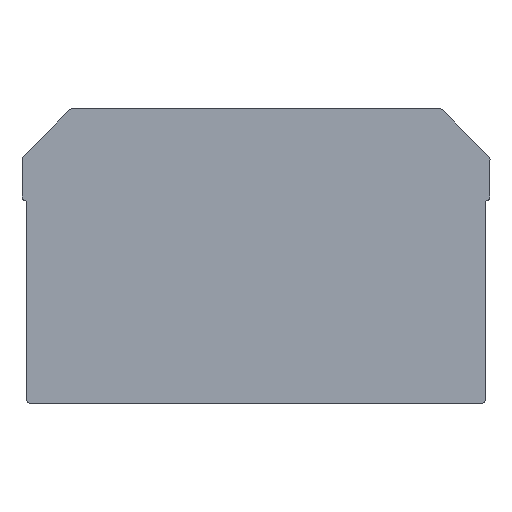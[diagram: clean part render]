
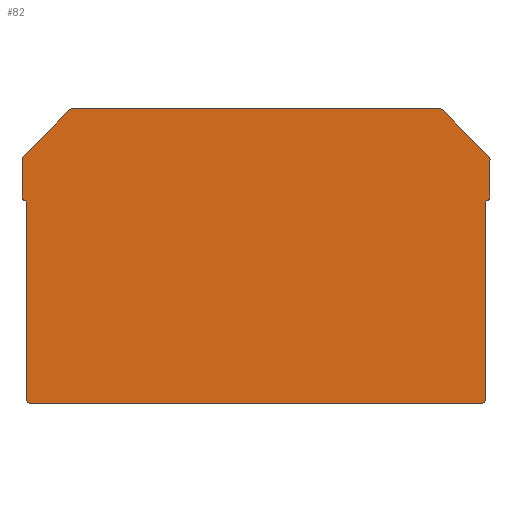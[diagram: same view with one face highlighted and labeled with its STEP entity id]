
A CAD part, front view. The second image highlights one B-rep face of the part: STEP entity #82.
In plain terms, the highlighted face is planar.
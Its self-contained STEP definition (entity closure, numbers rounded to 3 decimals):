
#2 = DIRECTION ( 'NONE',  ( 0., -0.906, 0.423 ) ) ;
#3 = EDGE_CURVE ( 'NONE', #400, #42, #581, .T. ) ;
#6 = CARTESIAN_POINT ( 'NONE',  ( 2.5, 6.998, -7.263 ) ) ;
#12 = DIRECTION ( 'NONE',  ( -1., 0., 0. ) ) ;
#19 = VECTOR ( 'NONE', #444, 1000. ) ;
#29 = ORIENTED_EDGE ( 'NONE', *, *, #211, .F. ) ;
#31 = AXIS2_PLACEMENT_3D ( 'NONE', #122, #295, #576 ) ;
#33 = DIRECTION ( 'NONE',  ( 0., 0., 1. ) ) ;
#35 = DIRECTION ( 'NONE',  ( 0., 0.706, 0.708 ) ) ;
#42 = VERTEX_POINT ( 'NONE', #204 ) ;
#46 = EDGE_CURVE ( 'NONE', #331, #400, #84, .T. ) ;
#56 = ORIENTED_EDGE ( 'NONE', *, *, #46, .F. ) ;
#57 = DIRECTION ( 'NONE',  ( -1., 0., 0. ) ) ;
#60 = DIRECTION ( 'NONE',  ( -1., 0., 0. ) ) ;
#62 = AXIS2_PLACEMENT_3D ( 'NONE', #614, #391, #388 ) ;
#64 = EDGE_CURVE ( 'NONE', #42, #94, #435, .T. ) ;
#65 = DIRECTION ( 'NONE',  ( 0., 0.706, -0.708 ) ) ;
#75 = CIRCLE ( 'NONE', #119, 0.504 ) ;
#82 = ADVANCED_FACE ( 'NONE', ( #270 ), #478, .F. ) ;
#84 = CIRCLE ( 'NONE', #308, 0.504 ) ;
#88 = CARTESIAN_POINT ( 'NONE',  ( 2.5, 6.348, -40.412 ) ) ;
#91 = CARTESIAN_POINT ( 'NONE',  ( 2.5, -58.002, -7.012 ) ) ;
#94 = VERTEX_POINT ( 'NONE', #88 ) ;
#112 = EDGE_CURVE ( 'NONE', #121, #686, #504, .T. ) ;
#114 = DIRECTION ( 'NONE',  ( 0., 1., 0. ) ) ;
#117 = AXIS2_PLACEMENT_3D ( 'NONE', #447, #12, #554 ) ;
#119 = AXIS2_PLACEMENT_3D ( 'NONE', #477, #328, #203 ) ;
#121 = VERTEX_POINT ( 'NONE', #663 ) ;
#122 = CARTESIAN_POINT ( 'NONE',  ( 2.5, -57.498, -12.266 ) ) ;
#128 = CARTESIAN_POINT ( 'NONE',  ( 2.5, 5.844, -40.916 ) ) ;
#132 = CARTESIAN_POINT ( 'NONE',  ( 2.5, -57.855, -6.656 ) ) ;
#133 = ORIENTED_EDGE ( 'NONE', *, *, #560, .F. ) ;
#139 = VECTOR ( 'NONE', #35, 1000. ) ;
#144 = CARTESIAN_POINT ( 'NONE',  ( 2.5, 6.957, -12.606 ) ) ;
#149 = VERTEX_POINT ( 'NONE', #397 ) ;
#152 = ORIENTED_EDGE ( 'NONE', *, *, #675, .F. ) ;
#153 = CARTESIAN_POINT ( 'NONE',  ( 2.5, 6.707, -12.723 ) ) ;
#161 = VECTOR ( 'NONE', #265, 1000. ) ;
#163 = AXIS2_PLACEMENT_3D ( 'NONE', #338, #500, #685 ) ;
#165 = CARTESIAN_POINT ( 'NONE',  ( 2.5, 0., -0.504 ) ) ;
#166 = EDGE_CURVE ( 'NONE', #686, #637, #380, .T. ) ;
#170 = CARTESIAN_POINT ( 'NONE',  ( 2.5, -57.597, -12.776 ) ) ;
#196 = EDGE_LOOP ( 'NONE', ( #29, #409, #574, #56, #516, #547, #436, #709, #133, #530, #633, #152, #687, #263, #473, #466, #600, #364 ) ) ;
#203 = DIRECTION ( 'NONE',  ( 0., -1., 0. ) ) ;
#204 = CARTESIAN_POINT ( 'NONE',  ( 2.5, 6.348, -12.89 ) ) ;
#208 = DIRECTION ( 'NONE',  ( -1., 0., 0. ) ) ;
#211 = EDGE_CURVE ( 'NONE', #94, #313, #448, .T. ) ;
#213 = VERTEX_POINT ( 'NONE', #229 ) ;
#229 = CARTESIAN_POINT ( 'NONE',  ( 2.5, -56.848, -40.916 ) ) ;
#230 = LINE ( 'NONE', #353, #326 ) ;
#232 = EDGE_CURVE ( 'NONE', #241, #300, #551, .T. ) ;
#234 = VERTEX_POINT ( 'NONE', #343 ) ;
#237 = CIRCLE ( 'NONE', #646, 0.504 ) ;
#241 = VERTEX_POINT ( 'NONE', #612 ) ;
#255 = EDGE_CURVE ( 'NONE', #313, #213, #605, .T. ) ;
#259 = DIRECTION ( 'NONE',  ( 0., 0., -1. ) ) ;
#263 = ORIENTED_EDGE ( 'NONE', *, *, #314, .F. ) ;
#265 = DIRECTION ( 'NONE',  ( 0., -0.906, -0.423 ) ) ;
#270 = FACE_OUTER_BOUND ( 'NONE', #196, .T. ) ;
#283 = CIRCLE ( 'NONE', #296, 0.504 ) ;
#290 = VERTEX_POINT ( 'NONE', #407 ) ;
#293 = VECTOR ( 'NONE', #2, 1000. ) ;
#295 = DIRECTION ( 'NONE',  ( -1., 0., 0. ) ) ;
#296 = AXIS2_PLACEMENT_3D ( 'NONE', #165, #57, #665 ) ;
#300 = VERTEX_POINT ( 'NONE', #463 ) ;
#303 = CARTESIAN_POINT ( 'NONE',  ( 2.5, 6.089, -40.916 ) ) ;
#307 = CARTESIAN_POINT ( 'NONE',  ( 2.5, 6.998, -12.266 ) ) ;
#308 = AXIS2_PLACEMENT_3D ( 'NONE', #375, #208, #549 ) ;
#313 = VERTEX_POINT ( 'NONE', #128 ) ;
#314 = EDGE_CURVE ( 'NONE', #300, #149, #669, .T. ) ;
#326 = VECTOR ( 'NONE', #467, 1000. ) ;
#328 = DIRECTION ( 'NONE',  ( -1., 0., 0. ) ) ;
#331 = VERTEX_POINT ( 'NONE', #307 ) ;
#333 = CARTESIAN_POINT ( 'NONE',  ( 2.5, 6.348, -12.776 ) ) ;
#336 = VECTOR ( 'NONE', #65, 1000. ) ;
#338 = CARTESIAN_POINT ( 'NONE',  ( 2.5, -57.498, -7.012 ) ) ;
#343 = CARTESIAN_POINT ( 'NONE',  ( 2.5, -51.361, -0.148 ) ) ;
#348 = CARTESIAN_POINT ( 'NONE',  ( 2.5, 0.357, -0.148 ) ) ;
#349 = VERTEX_POINT ( 'NONE', #361 ) ;
#353 = CARTESIAN_POINT ( 'NONE',  ( 2.5, -58.002, -12.149 ) ) ;
#361 = CARTESIAN_POINT ( 'NONE',  ( 2.5, -57.352, -40.412 ) ) ;
#364 = ORIENTED_EDGE ( 'NONE', *, *, #255, .F. ) ;
#372 = VERTEX_POINT ( 'NONE', #132 ) ;
#374 = CARTESIAN_POINT ( 'NONE',  ( 2.5, -57.352, -40.412 ) ) ;
#375 = CARTESIAN_POINT ( 'NONE',  ( 2.5, 6.494, -12.266 ) ) ;
#380 = CIRCLE ( 'NONE', #62, 0.504 ) ;
#388 = DIRECTION ( 'NONE',  ( 0., -1., 0. ) ) ;
#391 = DIRECTION ( 'NONE',  ( -1., 0., 0. ) ) ;
#393 = CARTESIAN_POINT ( 'NONE',  ( 2.5, 6.998, -7.012 ) ) ;
#396 = EDGE_CURVE ( 'NONE', #234, #532, #75, .T. ) ;
#397 = CARTESIAN_POINT ( 'NONE',  ( 2.5, -58.002, -12.266 ) ) ;
#398 = LINE ( 'NONE', #451, #617 ) ;
#400 = VERTEX_POINT ( 'NONE', #153 ) ;
#407 = CARTESIAN_POINT ( 'NONE',  ( 2.5, 0., 0. ) ) ;
#409 = ORIENTED_EDGE ( 'NONE', *, *, #64, .F. ) ;
#421 = DIRECTION ( 'NONE',  ( 0., 0., -1. ) ) ;
#435 = LINE ( 'NONE', #333, #539 ) ;
#436 = ORIENTED_EDGE ( 'NONE', *, *, #112, .F. ) ;
#441 = CARTESIAN_POINT ( 'NONE',  ( 2.5, -56.848, -40.412 ) ) ;
#444 = DIRECTION ( 'NONE',  ( 0., 0., -1. ) ) ;
#447 = CARTESIAN_POINT ( 'NONE',  ( 2.5, 5.844, -40.412 ) ) ;
#448 = CIRCLE ( 'NONE', #117, 0.504 ) ;
#451 = CARTESIAN_POINT ( 'NONE',  ( 2.5, -51.004, 0. ) ) ;
#461 = CARTESIAN_POINT ( 'NONE',  ( 2.5, 6.851, -6.656 ) ) ;
#463 = CARTESIAN_POINT ( 'NONE',  ( 2.5, -57.711, -12.723 ) ) ;
#466 = ORIENTED_EDGE ( 'NONE', *, *, #521, .F. ) ;
#467 = DIRECTION ( 'NONE',  ( 0., 0., 1. ) ) ;
#473 = ORIENTED_EDGE ( 'NONE', *, *, #232, .F. ) ;
#477 = CARTESIAN_POINT ( 'NONE',  ( 2.5, -51.004, -0.504 ) ) ;
#478 = PLANE ( 'NONE',  #644 ) ;
#482 = CIRCLE ( 'NONE', #163, 0.504 ) ;
#483 = DIRECTION ( 'NONE',  ( -1., 0., 0. ) ) ;
#500 = DIRECTION ( 'NONE',  ( -1., 0., 0. ) ) ;
#504 = LINE ( 'NONE', #348, #336 ) ;
#516 = ORIENTED_EDGE ( 'NONE', *, *, #575, .F. ) ;
#521 = EDGE_CURVE ( 'NONE', #349, #241, #531, .T. ) ;
#530 = ORIENTED_EDGE ( 'NONE', *, *, #396, .F. ) ;
#531 = LINE ( 'NONE', #374, #540 ) ;
#532 = VERTEX_POINT ( 'NONE', #711 ) ;
#535 = EDGE_CURVE ( 'NONE', #372, #234, #707, .T. ) ;
#539 = VECTOR ( 'NONE', #259, 1000. ) ;
#540 = VECTOR ( 'NONE', #33, 1000. ) ;
#543 = VERTEX_POINT ( 'NONE', #91 ) ;
#547 = ORIENTED_EDGE ( 'NONE', *, *, #166, .F. ) ;
#549 = DIRECTION ( 'NONE',  ( 0., -1., 0. ) ) ;
#551 = LINE ( 'NONE', #170, #293 ) ;
#553 = EDGE_CURVE ( 'NONE', #213, #349, #237, .T. ) ;
#554 = DIRECTION ( 'NONE',  ( 0., -1., 0. ) ) ;
#560 = EDGE_CURVE ( 'NONE', #532, #290, #398, .T. ) ;
#563 = DIRECTION ( 'NONE',  ( 0., -1., 0. ) ) ;
#574 = ORIENTED_EDGE ( 'NONE', *, *, #3, .F. ) ;
#575 = EDGE_CURVE ( 'NONE', #637, #331, #670, .T. ) ;
#576 = DIRECTION ( 'NONE',  ( 0., 1., 0. ) ) ;
#581 = LINE ( 'NONE', #144, #161 ) ;
#591 = CARTESIAN_POINT ( 'NONE',  ( 2.5, -58.105, -6.907 ) ) ;
#600 = ORIENTED_EDGE ( 'NONE', *, *, #553, .F. ) ;
#605 = LINE ( 'NONE', #303, #700 ) ;
#612 = CARTESIAN_POINT ( 'NONE',  ( 2.5, -57.352, -12.89 ) ) ;
#614 = CARTESIAN_POINT ( 'NONE',  ( 2.5, 6.494, -7.012 ) ) ;
#615 = DIRECTION ( 'NONE',  ( 0., 1., 0. ) ) ;
#617 = VECTOR ( 'NONE', #114, 1000. ) ;
#633 = ORIENTED_EDGE ( 'NONE', *, *, #535, .F. ) ;
#636 = EDGE_CURVE ( 'NONE', #290, #121, #283, .T. ) ;
#637 = VERTEX_POINT ( 'NONE', #393 ) ;
#644 = AXIS2_PLACEMENT_3D ( 'NONE', #715, #483, #421 ) ;
#646 = AXIS2_PLACEMENT_3D ( 'NONE', #441, #60, #615 ) ;
#663 = CARTESIAN_POINT ( 'NONE',  ( 2.5, 0.357, -0.148 ) ) ;
#665 = DIRECTION ( 'NONE',  ( 0., -1., 0. ) ) ;
#669 = CIRCLE ( 'NONE', #31, 0.504 ) ;
#670 = LINE ( 'NONE', #6, #19 ) ;
#675 = EDGE_CURVE ( 'NONE', #543, #372, #482, .T. ) ;
#685 = DIRECTION ( 'NONE',  ( 0., -1., 0. ) ) ;
#686 = VERTEX_POINT ( 'NONE', #461 ) ;
#687 = ORIENTED_EDGE ( 'NONE', *, *, #696, .F. ) ;
#696 = EDGE_CURVE ( 'NONE', #149, #543, #230, .T. ) ;
#700 = VECTOR ( 'NONE', #563, 1000. ) ;
#707 = LINE ( 'NONE', #591, #139 ) ;
#709 = ORIENTED_EDGE ( 'NONE', *, *, #636, .F. ) ;
#711 = CARTESIAN_POINT ( 'NONE',  ( 2.5, -51.004, 0. ) ) ;
#715 = CARTESIAN_POINT ( 'NONE',  ( 2.5, 6.089, -40.412 ) ) ;
